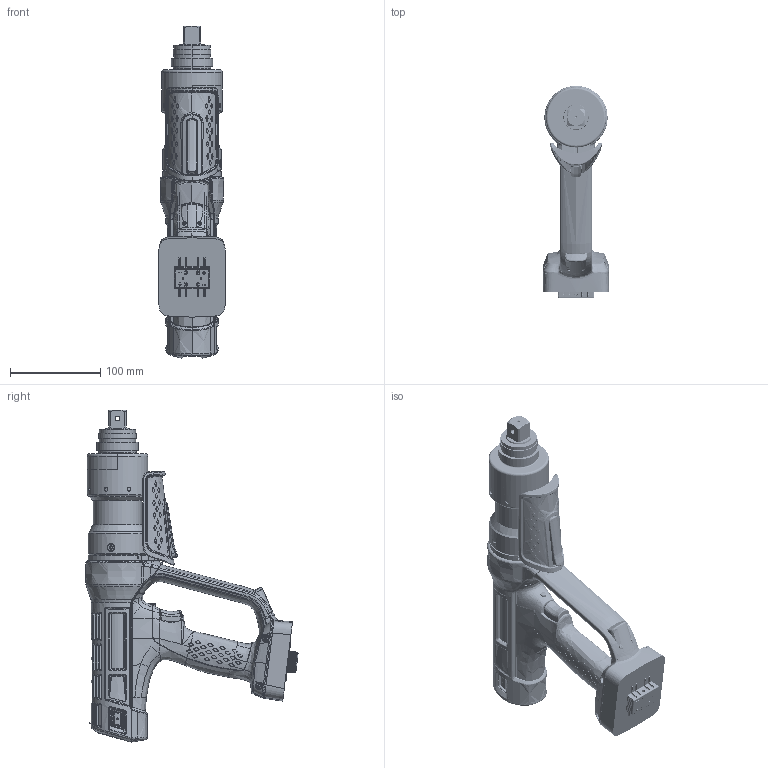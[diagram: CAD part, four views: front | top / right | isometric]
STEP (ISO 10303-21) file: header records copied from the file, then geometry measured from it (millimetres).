
FILE_DESCRIPTION((''),'2;1');
FILE_NAME('EXT_COMP_SW0009','2020-11-01T09:06:55',('INEVDh'),(''),'CREO PARAMETRIC BY PTC INC, 2018100','CREO PARAMETRIC BY PTC INC, 2018100','');
FILE_SCHEMA(('CONFIG_CONTROL_DESIGN'));
Products named in the file (1): EXT_COMP_SW0009
Bounding box: 73.4 x 235.04 x 367.86 mm (x, y, z)
Volume: 1321970.9 mm3; surface area: 236887.2 mm2
Topology: 7 solids, 8 shells, 8250 faces, 21087 edges, 13007 vertices
Faces by surface type: bspline 3437, plane 2681, cylinder 1355, extrusion 364, sphere 171, cone 126, torus 90, revolution 26
Entity records: 431033 total; most frequent: CARTESIAN_POINT 264049, ORIENTED_EDGE 42132, DIRECTION 22416, EDGE_CURVE 21066, VERTEX_POINT 13006, B_SPLINE_CURVE_WITH_KNOTS 11495, EDGE_LOOP 8552, FACE_OUTER_BOUND 8249
